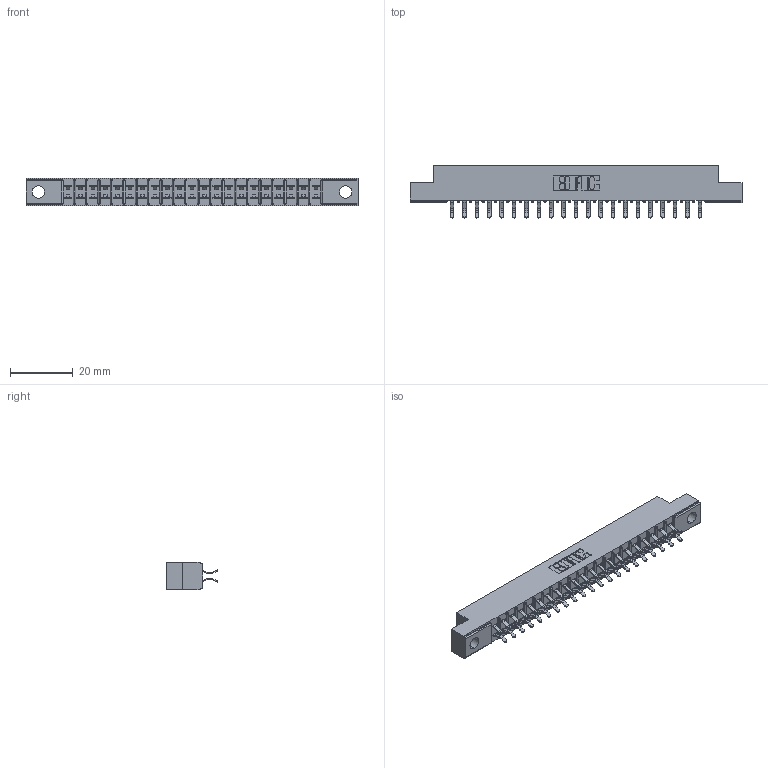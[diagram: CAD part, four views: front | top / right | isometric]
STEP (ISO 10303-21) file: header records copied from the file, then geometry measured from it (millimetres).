
FILE_DESCRIPTION (( 'STEP AP203' ), '1' );
FILE_NAME ('305-042-556-204.STEP', '2019-09-09T19:41:18', ( '' ), ( '' ), 'SwSTEP 2.0', 'SolidWorks 2016', '' );
FILE_SCHEMA (( 'CONFIG_CONTROL_DESIGN' ));
Length unit declared in the file: inch
Products named in the file (3): 305-042-556-204; 305 Part_.156 Dia; 305-290-001_556
Assembly tree (43 placements, depth 2):
  305-042-556-204
    305 Part_.156 Dia
    305-290-001_556  x42
Bounding box: 106.22 x 16.64 x 8.71 mm (x, y, z)
Volume: 6547.2 mm3; surface area: 12232.6 mm2
Topology: 43 solids, 43 shells, 2482 faces, 7135 edges, 4642 vertices
Faces by surface type: plane 1384, cylinder 1014, sphere 84
Entity records: 25934 total; most frequent: CARTESIAN_POINT 4299, ORIENTED_EDGE 4262, DIRECTION 4171, EDGE_CURVE 2131, LINE 1703, VECTOR 1703, VERTEX_POINT 1362, AXIS2_PLACEMENT_3D 1234
